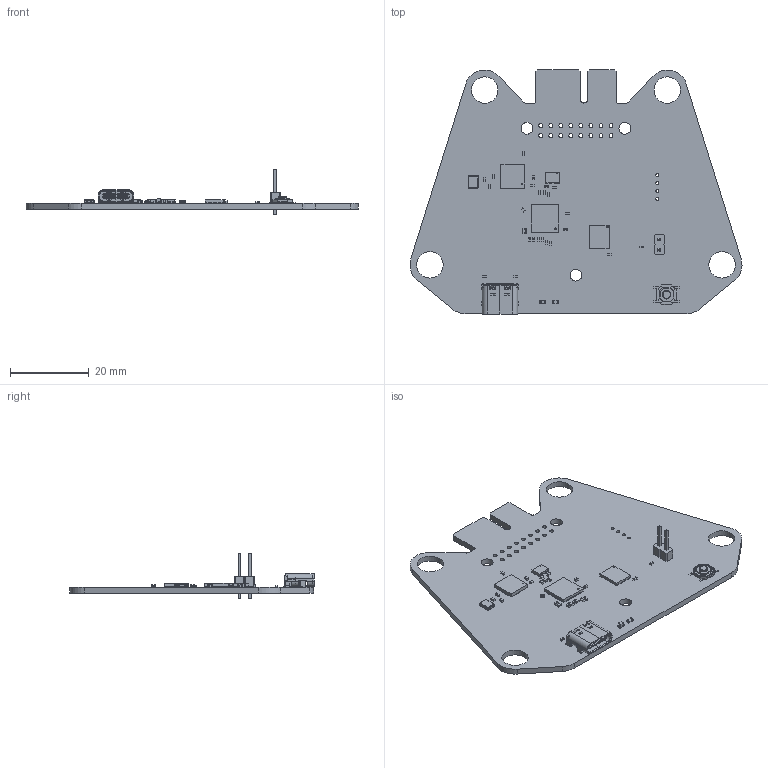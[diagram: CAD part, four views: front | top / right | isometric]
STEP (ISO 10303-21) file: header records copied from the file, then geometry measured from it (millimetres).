
FILE_DESCRIPTION(('KiCad electronic assembly'),'2;1');
FILE_NAME('board.step','2025-11-24T19:40:22',('Pcbnew'),('Kicad'), 'Open CASCADE STEP processor 7.6','KiCad to STEP converter','Unknown' );
FILE_SCHEMA(('AUTOMOTIVE_DESIGN { 1 0 10303 214 1 1 1 1 }'));
Length unit declared in the file: millimetre
Products named in the file (14): board 1; WSON-8-1EP_6x5mm_P1.27mm_EP3.4x4.3mm; C_0402_1005Metric; R_0402_1005Metric; R_0603_1608Metric; kicad_embedded_F2E480E80373251B4C3F0A48D73F2CA5; kicad_embedded_74EC9C574C356922F6A4535285956C6B; kicad_embedded_A65466E470E5E8AF14C115DF900A7CD7; USB_C_Receptacle_GCT_USB4105-xx-A_16P_TopMnt_Horizontal; kicad_embedded_4388890B492DB805848C6FA29B657E5E; LED_0603_1608Metric; QFN-56-1EP_7x7mm_P0.4mm_EP3.2x3.2mm; PinHeader_1x02_P2.54mm_Vertical; antenna_PCB
Assembly tree (37 placements, depth 2):
  board 1
    WSON-8-1EP_6x5mm_P1.27mm_EP3.4x4.3mm
    C_0402_1005Metric  x19
    R_0402_1005Metric  x7
    R_0603_1608Metric
    kicad_embedded_F2E480E80373251B4C3F0A48D73F2CA5
    kicad_embedded_74EC9C574C356922F6A4535285956C6B
    kicad_embedded_A65466E470E5E8AF14C115DF900A7CD7
    USB_C_Receptacle_GCT_USB4105-xx-A_16P_TopMnt_Horizontal
    kicad_embedded_4388890B492DB805848C6FA29B657E5E
    LED_0603_1608Metric
    QFN-56-1EP_7x7mm_P0.4mm_EP3.2x3.2mm
    PinHeader_1x02_P2.54mm_Vertical
    antenna_PCB
Bounding box: 84.09 x 61.86 x 11.54 mm (x, y, z)
Volume: 6351.2 mm3; surface area: 10049.7 mm2
Topology: 119 solids, 119 shells, 2598 faces, 6664 edges, 4320 vertices
Faces by surface type: plane 1894, cylinder 654, sphere 24, torus 18, cone 8
Full cylindrical faces by diameter (mm): 0.13 x1, 0.3 x1, 0.35 x1, 0.4 x1, 0.5 x2, 0.6 x2, 0.762 x4, 1 x18, 3 x3, 6.7 x4
Entity records: 58159 total; most frequent: CARTESIAN_POINT 10210, ORIENTED_EDGE 9872, DIRECTION 9682, EDGE_CURVE 4936, LINE 4114, VECTOR 4114, VERTEX_POINT 3192, AXIS2_PLACEMENT_3D 2784
